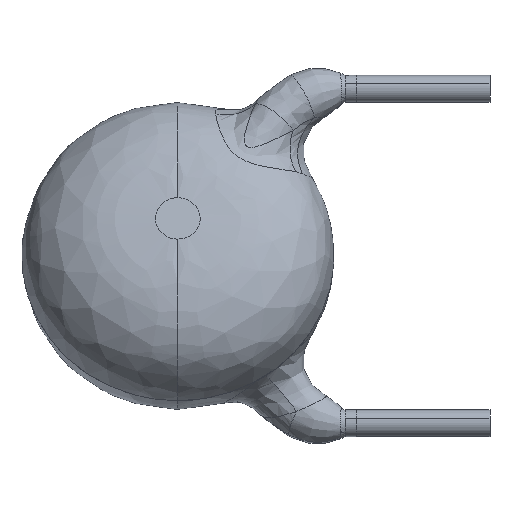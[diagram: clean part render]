
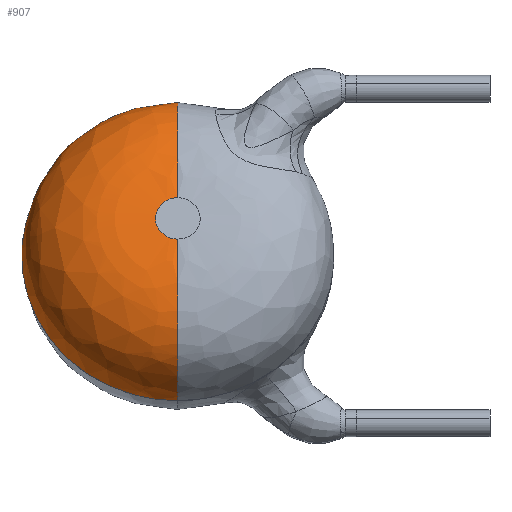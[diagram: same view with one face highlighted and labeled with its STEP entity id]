
A CAD part, left-side view. The second image highlights one B-rep face of the part: STEP entity #907.
In plain terms, the highlighted free-form (B-spline) face has degree [2, 3] with [3, 18] control points.
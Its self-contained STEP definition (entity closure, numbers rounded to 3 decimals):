
#2 = CARTESIAN_POINT ( 'NONE',  ( 0.916, -3.5, 0. ) ) ;
#14 = B_SPLINE_SURFACE_WITH_KNOTS ( 'NONE', 2, 3, ( 
 ( #2748, #349, #719, #3563, #1132, #3973, #1529, #4359, #4430, #4024, #1605, #832, #1587, #4072, #2409, #3615, #405, #2034 ),
 ( #3691, #4841, #2448, #4448, #4856, #3227, #1265, #4090, #4875, #5256, #3672, #2466, #4802, #3249, #773, #2836, #811, #3301 ),
 ( #2854, #4056, #384, #1644, #2485, #5240, #1248, #1229, #440, #4410, #3267, #2056, #4468, #2, #1621, #2076, #2872, #21 ) ),
 .UNSPECIFIED., .F., .T., .F.,
 ( 3, 3 ),
 ( 4, 2, 2, 2, 2, 2, 2, 2, 4 ),
 ( 0., 1. ),
 ( -6.283, -5.498, -4.712, -3.927, -3.142, -2.356, -1.571, -0.785, 0. ),
 .UNSPECIFIED. ) ;
#21 = CARTESIAN_POINT ( 'NONE',  ( 3.5, 0., 0. ) ) ;
#326 = FACE_OUTER_BOUND ( 'NONE', #3410, .T. ) ;
#336 = CARTESIAN_POINT ( 'NONE',  ( 3.123, 1.827, 0. ) ) ;
#349 = CARTESIAN_POINT ( 'NONE',  ( 0.5, 0.131, 2.25 ) ) ;
#355 = CARTESIAN_POINT ( 'NONE',  ( 0.5, 0., 2.25 ) ) ;
#384 = CARTESIAN_POINT ( 'NONE',  ( 3.123, 1.827, 0. ) ) ;
#405 = CARTESIAN_POINT ( 'NONE',  ( 0.5, -0.131, 2.25 ) ) ;
#440 = CARTESIAN_POINT ( 'NONE',  ( -3.5, 0.916, 0. ) ) ;
#660 = CARTESIAN_POINT ( 'NONE',  ( -0.451, 0.257, 2.25 ) ) ;
#719 = CARTESIAN_POINT ( 'NONE',  ( 0.446, 0.261, 2.25 ) ) ;
#720 = CARTESIAN_POINT ( 'NONE',  ( -3.5, 0., 0. ) ) ;
#773 = CARTESIAN_POINT ( 'NONE',  ( 1.827, -3.123, 2.25 ) ) ;
#792 = CARTESIAN_POINT ( 'NONE',  ( 0.5, 0., 2.25 ) ) ;
#811 = CARTESIAN_POINT ( 'NONE',  ( 3.5, -0.916, 2.25 ) ) ;
#832 = CARTESIAN_POINT ( 'NONE',  ( -0.261, -0.446, 2.25 ) ) ;
#848 = EDGE_CURVE ( 'NONE', #4257, #3946, #3322, .T. ) ;
#893 = ORIENTED_EDGE ( 'NONE', *, *, #848, .T. ) ;
#907 = ADVANCED_FACE ( 'NONE', ( #326 ), #14, .T. ) ;
#927 = VERTEX_POINT ( 'NONE', #792 ) ;
#1030 = CARTESIAN_POINT ( 'NONE',  ( 0.257, 0.451, 2.25 ) ) ;
#1062 = CARTESIAN_POINT ( 'NONE',  ( 0.137, 0.5, 2.25 ) ) ;
#1078 = CARTESIAN_POINT ( 'NONE',  ( -0.256, 0.451, 2.25 ) ) ;
#1132 = CARTESIAN_POINT ( 'NONE',  ( 0.131, 0.5, 2.25 ) ) ;
#1171 = CARTESIAN_POINT ( 'NONE',  ( -3.123, 1.827, 0. ) ) ;
#1200 = EDGE_CURVE ( 'NONE', #927, #1972, #2643, .T. ) ;
#1229 = CARTESIAN_POINT ( 'NONE',  ( -3.123, 1.827, 0. ) ) ;
#1248 = CARTESIAN_POINT ( 'NONE',  ( -1.827, 3.123, 0. ) ) ;
#1265 = CARTESIAN_POINT ( 'NONE',  ( -1.827, 3.123, 2.25 ) ) ;
#1445 = CARTESIAN_POINT ( 'NONE',  ( -0.5, 0., 2.25 ) ) ;
#1529 = CARTESIAN_POINT ( 'NONE',  ( -0.261, 0.446, 2.25 ) ) ;
#1563 = CARTESIAN_POINT ( 'NONE',  ( -3.5, 0., 0. ) ) ;
#1587 = CARTESIAN_POINT ( 'NONE',  ( -0.131, -0.5, 2.25 ) ) ;
#1605 = CARTESIAN_POINT ( 'NONE',  ( -0.446, -0.261, 2.25 ) ) ;
#1621 = CARTESIAN_POINT ( 'NONE',  ( 1.827, -3.123, 0. ) ) ;
#1644 = CARTESIAN_POINT ( 'NONE',  ( 1.827, 3.123, 0. ) ) ;
#1925 = EDGE_CURVE ( 'NONE', #1972, #3946, #3385, .T. ) ;
#1928 = CARTESIAN_POINT ( 'NONE',  ( -1.827, 3.123, 0. ) ) ;
#1972 = VERTEX_POINT ( 'NONE', #3974 ) ;
#2000 = CARTESIAN_POINT ( 'NONE',  ( 3.5, 0., 0. ) ) ;
#2034 = CARTESIAN_POINT ( 'NONE',  ( 0.5, 0., 2.25 ) ) ;
#2045 = CARTESIAN_POINT ( 'NONE',  ( 3.5, 0., 2.25 ) ) ;
#2056 = CARTESIAN_POINT ( 'NONE',  ( -1.827, -3.123, 0. ) ) ;
#2076 = CARTESIAN_POINT ( 'NONE',  ( 3.123, -1.827, 0. ) ) ;
#2253 = CARTESIAN_POINT ( 'NONE',  ( 0.451, 0.256, 2.25 ) ) ;
#2355 = CARTESIAN_POINT ( 'NONE',  ( 3.5, 0.916, 0. ) ) ;
#2372 = ORIENTED_EDGE ( 'NONE', *, *, #1200, .F. ) ;
#2409 = CARTESIAN_POINT ( 'NONE',  ( 0.261, -0.446, 2.25 ) ) ;
#2448 = CARTESIAN_POINT ( 'NONE',  ( 3.123, 1.827, 2.25 ) ) ;
#2466 = CARTESIAN_POINT ( 'NONE',  ( -1.827, -3.123, 2.25 ) ) ;
#2485 = CARTESIAN_POINT ( 'NONE',  ( 0.916, 3.5, 0. ) ) ;
#2643 = B_SPLINE_CURVE_WITH_KNOTS ( 'NONE', 3,
 ( #3065, #3857, #2253, #1030, #1062, #4649, #1078, #660, #3500, #1445 ),
 .UNSPECIFIED., .F., .F.,
 ( 4, 2, 2, 2, 4 ),
 ( 0., 0.125, 0.25, 0.375, 0.5 ),
 .UNSPECIFIED. ) ;
#2748 = CARTESIAN_POINT ( 'NONE',  ( 0.5, 0., 2.25 ) ) ;
#2836 = CARTESIAN_POINT ( 'NONE',  ( 3.123, -1.827, 2.25 ) ) ;
#2854 = CARTESIAN_POINT ( 'NONE',  ( 3.5, 0., 0. ) ) ;
#2872 = CARTESIAN_POINT ( 'NONE',  ( 3.5, -0.916, 0. ) ) ;
#3065 = CARTESIAN_POINT ( 'NONE',  ( 0.5, 0., 2.25 ) ) ;
#3159 = CARTESIAN_POINT ( 'NONE',  ( 3.5, 0., 0. ) ) ;
#3173 = CARTESIAN_POINT ( 'NONE',  ( -0.5, 0., 2.25 ) ) ;
#3184 = ORIENTED_EDGE ( 'NONE', *, *, #3505, .T. ) ;
#3187 = CARTESIAN_POINT ( 'NONE',  ( 1.827, 3.123, 0. ) ) ;
#3210 = CARTESIAN_POINT ( 'NONE',  ( -3.5, 0.916, 0. ) ) ;
#3227 = CARTESIAN_POINT ( 'NONE',  ( -0.916, 3.5, 2.25 ) ) ;
#3249 = CARTESIAN_POINT ( 'NONE',  ( 0.916, -3.5, 2.25 ) ) ;
#3267 = CARTESIAN_POINT ( 'NONE',  ( -3.123, -1.827, 0. ) ) ;
#3301 = CARTESIAN_POINT ( 'NONE',  ( 3.5, 0., 2.25 ) ) ;
#3322 = B_SPLINE_CURVE_WITH_KNOTS ( 'NONE', 3,
 ( #3159, #2355, #336, #3187, #3986, #5168, #1928, #1171, #3210, #1563 ),
 .UNSPECIFIED., .F., .F.,
 ( 4, 2, 2, 2, 4 ),
 ( 0., 0.125, 0.25, 0.375, 0.5 ),
 .UNSPECIFIED. ) ;
#3385 = B_SPLINE_CURVE_WITH_KNOTS ( 'NONE', 2,
 ( #3173, #5241, #720 ),
 .UNSPECIFIED., .F., .F.,
 ( 3, 3 ),
 ( 0., 1. ),
 .UNSPECIFIED. ) ;
#3410 = EDGE_LOOP ( 'NONE', ( #4461, #2372, #3184, #893 ) ) ;
#3500 = CARTESIAN_POINT ( 'NONE',  ( -0.5, 0.137, 2.25 ) ) ;
#3505 = EDGE_CURVE ( 'NONE', #927, #4257, #5158, .T. ) ;
#3563 = CARTESIAN_POINT ( 'NONE',  ( 0.261, 0.446, 2.25 ) ) ;
#3615 = CARTESIAN_POINT ( 'NONE',  ( 0.446, -0.261, 2.25 ) ) ;
#3672 = CARTESIAN_POINT ( 'NONE',  ( -3.123, -1.827, 2.25 ) ) ;
#3691 = CARTESIAN_POINT ( 'NONE',  ( 3.5, 0., 2.25 ) ) ;
#3857 = CARTESIAN_POINT ( 'NONE',  ( 0.5, 0.138, 2.25 ) ) ;
#3946 = VERTEX_POINT ( 'NONE', #4866 ) ;
#3973 = CARTESIAN_POINT ( 'NONE',  ( -0.131, 0.5, 2.25 ) ) ;
#3974 = CARTESIAN_POINT ( 'NONE',  ( -0.5, 0., 2.25 ) ) ;
#3986 = CARTESIAN_POINT ( 'NONE',  ( 0.916, 3.5, 0. ) ) ;
#4024 = CARTESIAN_POINT ( 'NONE',  ( -0.5, -0.131, 2.25 ) ) ;
#4056 = CARTESIAN_POINT ( 'NONE',  ( 3.5, 0.916, 0. ) ) ;
#4072 = CARTESIAN_POINT ( 'NONE',  ( 0.131, -0.5, 2.25 ) ) ;
#4090 = CARTESIAN_POINT ( 'NONE',  ( -3.123, 1.827, 2.25 ) ) ;
#4257 = VERTEX_POINT ( 'NONE', #4418 ) ;
#4359 = CARTESIAN_POINT ( 'NONE',  ( -0.446, 0.261, 2.25 ) ) ;
#4410 = CARTESIAN_POINT ( 'NONE',  ( -3.5, -0.916, 0. ) ) ;
#4418 = CARTESIAN_POINT ( 'NONE',  ( 3.5, 0., 0. ) ) ;
#4430 = CARTESIAN_POINT ( 'NONE',  ( -0.5, 0.131, 2.25 ) ) ;
#4448 = CARTESIAN_POINT ( 'NONE',  ( 1.827, 3.123, 2.25 ) ) ;
#4461 = ORIENTED_EDGE ( 'NONE', *, *, #1925, .F. ) ;
#4468 = CARTESIAN_POINT ( 'NONE',  ( -0.916, -3.5, 0. ) ) ;
#4649 = CARTESIAN_POINT ( 'NONE',  ( -0.137, 0.5, 2.25 ) ) ;
#4802 = CARTESIAN_POINT ( 'NONE',  ( -0.916, -3.5, 2.25 ) ) ;
#4841 = CARTESIAN_POINT ( 'NONE',  ( 3.5, 0.916, 2.25 ) ) ;
#4856 = CARTESIAN_POINT ( 'NONE',  ( 0.916, 3.5, 2.25 ) ) ;
#4866 = CARTESIAN_POINT ( 'NONE',  ( -3.5, 0., 0. ) ) ;
#4875 = CARTESIAN_POINT ( 'NONE',  ( -3.5, 0.916, 2.25 ) ) ;
#5158 = B_SPLINE_CURVE_WITH_KNOTS ( 'NONE', 2,
 ( #355, #2045, #2000 ),
 .UNSPECIFIED., .F., .F.,
 ( 3, 3 ),
 ( 0., 1. ),
 .UNSPECIFIED. ) ;
#5168 = CARTESIAN_POINT ( 'NONE',  ( -0.916, 3.5, 0. ) ) ;
#5240 = CARTESIAN_POINT ( 'NONE',  ( -0.916, 3.5, 0. ) ) ;
#5241 = CARTESIAN_POINT ( 'NONE',  ( -3.5, 0., 2.25 ) ) ;
#5256 = CARTESIAN_POINT ( 'NONE',  ( -3.5, -0.916, 2.25 ) ) ;
